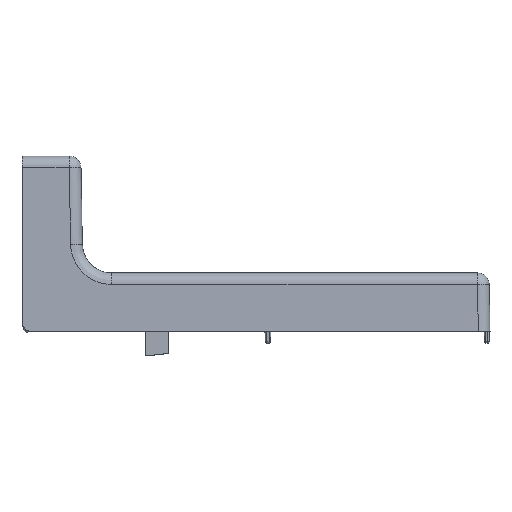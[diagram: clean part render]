
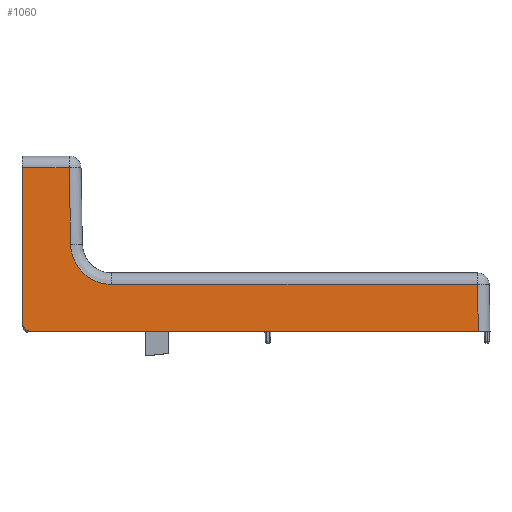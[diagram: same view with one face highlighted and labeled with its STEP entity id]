
A CAD part, top view. The second image highlights one B-rep face of the part: STEP entity #1060.
In plain terms, the highlighted planar face has unit normal (0, 0.018, 1).
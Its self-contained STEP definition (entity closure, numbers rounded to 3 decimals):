
#256 = ORIENTED_EDGE ( 'NONE', *, *, #11107, .T. ) ;
#587 = VECTOR ( 'NONE', #11304, 1000. ) ;
#693 = CARTESIAN_POINT ( 'NONE',  ( 0., 2.621, 18.954 ) ) ;
#1048 = LINE ( 'NONE', #2282, #9515 ) ;
#1060 = ADVANCED_FACE ( 'NONE', ( #15938 ), #10780, .T. ) ;
#1141 = CARTESIAN_POINT ( 'NONE',  ( 156.002, -0.07, 19.001 ) ) ;
#1408 = CARTESIAN_POINT ( 'NONE',  ( 0.154, 1.846, 18.968 ) ) ;
#1579 = ORIENTED_EDGE ( 'NONE', *, *, #8402, .T. ) ;
#1635 = CARTESIAN_POINT ( 'NONE',  ( 1.561, 0.439, 18.992 ) ) ;
#2132 = ORIENTED_EDGE ( 'NONE', *, *, #2840, .T. ) ;
#2154 = VERTEX_POINT ( 'NONE', #17198 ) ;
#2216 = DIRECTION ( 'NONE',  ( 0.707, -0.707, 0.012 ) ) ;
#2282 = CARTESIAN_POINT ( 'NONE',  ( 2., 0., 19. ) ) ;
#2491 = VECTOR ( 'NONE', #5931, 1000. ) ;
#2840 = EDGE_CURVE ( 'NONE', #18592, #5732, #18729, .T. ) ;
#3200 = LINE ( 'NONE', #15522, #4792 ) ;
#3348 = CARTESIAN_POINT ( 'NONE',  ( 2.218, 0., 19. ) ) ;
#3355 = LINE ( 'NONE', #20111, #20916 ) ;
#3660 = VERTEX_POINT ( 'NONE', #9149 ) ;
#4001 = EDGE_CURVE ( 'NONE', #17086, #13227, #14495, .T. ) ;
#4125 = DIRECTION ( 'NONE',  ( -1., 0., 0. ) ) ;
#4792 = VECTOR ( 'NONE', #8585, 1000. ) ;
#4807 = EDGE_CURVE ( 'NONE', #15107, #18592, #6997, .T. ) ;
#4835 = EDGE_CURVE ( 'NONE', #12864, #15107, #20600, .T. ) ;
#5732 = VERTEX_POINT ( 'NONE', #14580 ) ;
#5931 = DIRECTION ( 'NONE',  ( 0., -1., 0.017 ) ) ;
#5973 = CARTESIAN_POINT ( 'NONE',  ( 22.437, 16.07, 18.72 ) ) ;
#6006 = DIRECTION ( 'NONE',  ( -1., 0., 0. ) ) ;
#6067 = EDGE_LOOP ( 'NONE', ( #17618, #1579, #11674, #256, #18401, #6370, #11419, #17639, #18152, #2132 ) ) ;
#6370 = ORIENTED_EDGE ( 'NONE', *, *, #4001, .T. ) ;
#6447 = DIRECTION ( 'NONE',  ( 1., 0., 0. ) ) ;
#6676 = CARTESIAN_POINT ( 'NONE',  ( 0.439, 1.561, 18.973 ) ) ;
#6701 = LINE ( 'NONE', #1141, #587 ) ;
#6997 = LINE ( 'NONE', #19599, #2491 ) ;
#7707 = CARTESIAN_POINT ( 'NONE',  ( 16.527, 29.825, 18.479 ) ) ;
#7842 = EDGE_CURVE ( 'NONE', #13227, #12864, #3200, .T. ) ;
#7971 = LINE ( 'NONE', #16102, #13043 ) ;
#8113 = EDGE_CURVE ( 'NONE', #3660, #17086, #7971, .T. ) ;
#8368 = CARTESIAN_POINT ( 'NONE',  ( 1.561, 0.439, 18.992 ) ) ;
#8402 = EDGE_CURVE ( 'NONE', #11859, #8510, #16006, .T. ) ;
#8510 = VERTEX_POINT ( 'NONE', #12321 ) ;
#8585 = DIRECTION ( 'NONE',  ( -0.017, 1., -0.017 ) ) ;
#9149 = CARTESIAN_POINT ( 'NONE',  ( 155.72, 16.07, 18.72 ) ) ;
#9515 = VECTOR ( 'NONE', #2216, 1000. ) ;
#10780 = PLANE ( 'NONE',  #21165 ) ;
#10866 = DIRECTION ( 'NONE',  ( 0., -1., 0.017 ) ) ;
#10968 = CARTESIAN_POINT ( 'NONE',  ( 16.527, 29.825, 18.479 ) ) ;
#11107 = EDGE_CURVE ( 'NONE', #2154, #3660, #6701, .T. ) ;
#11304 = DIRECTION ( 'NONE',  ( -0.017, 1., -0.017 ) ) ;
#11419 = ORIENTED_EDGE ( 'NONE', *, *, #7842, .T. ) ;
#11498 = CARTESIAN_POINT ( 'NONE',  ( 16.069, 56.07, 18.021 ) ) ;
#11512 = VECTOR ( 'NONE', #6006, 1000. ) ;
#11674 = ORIENTED_EDGE ( 'NONE', *, *, #18047, .T. ) ;
#11859 = VERTEX_POINT ( 'NONE', #8368 ) ;
#12321 = CARTESIAN_POINT ( 'NONE',  ( 2.621, 0., 19. ) ) ;
#12864 = VERTEX_POINT ( 'NONE', #11498 ) ;
#12865 = CARTESIAN_POINT ( 'NONE',  ( 30.525, 16.07, 18.72 ) ) ;
#12924 = CARTESIAN_POINT ( 'NONE',  ( 0., 56.07, 18.021 ) ) ;
#13043 = VECTOR ( 'NONE', #4125, 1000. ) ;
#13227 = VERTEX_POINT ( 'NONE', #10968 ) ;
#13319 = CARTESIAN_POINT ( 'NONE',  ( 0., 2.218, 18.961 ) ) ;
#13548 = CARTESIAN_POINT ( 'NONE',  ( 1.846, 0.154, 18.997 ) ) ;
#13720 = EDGE_CURVE ( 'NONE', #5732, #11859, #1048, .T. ) ;
#14495 =( BOUNDED_CURVE ( )  B_SPLINE_CURVE ( 3, ( #17961, #5973, #16253, #7707 ),
 .UNSPECIFIED., .F., .F. ) 
 B_SPLINE_CURVE_WITH_KNOTS ( ( 4, 4 ),
 ( 3.142, 4.695 ),
 .UNSPECIFIED. ) 
 CURVE ( )  GEOMETRIC_REPRESENTATION_ITEM ( )  RATIONAL_B_SPLINE_CURVE ( ( 1., 0.809, 0.809, 1. ) ) 
 REPRESENTATION_ITEM ( '' )  );
#14580 = CARTESIAN_POINT ( 'NONE',  ( 0.439, 1.561, 18.973 ) ) ;
#15107 = VERTEX_POINT ( 'NONE', #12924 ) ;
#15316 = CARTESIAN_POINT ( 'NONE',  ( 2.621, 0., 19. ) ) ;
#15522 = CARTESIAN_POINT ( 'NONE',  ( 17.091, -2.494, 19.044 ) ) ;
#15938 = FACE_OUTER_BOUND ( 'NONE', #6067, .T. ) ;
#16006 =( BOUNDED_CURVE ( )  B_SPLINE_CURVE ( 3, ( #1635, #13548, #3348, #15316 ),
 .UNSPECIFIED., .F., .F. ) 
 B_SPLINE_CURVE_WITH_KNOTS ( ( 4, 4 ),
 ( 2.356, 3.142 ),
 .UNSPECIFIED. ) 
 CURVE ( )  GEOMETRIC_REPRESENTATION_ITEM ( )  RATIONAL_B_SPLINE_CURVE ( ( 1., 0.949, 0.949, 1. ) ) 
 REPRESENTATION_ITEM ( '' )  );
#16032 = CARTESIAN_POINT ( 'NONE',  ( 160., 0., 19. ) ) ;
#16102 = CARTESIAN_POINT ( 'NONE',  ( 160., 16.07, 18.72 ) ) ;
#16253 = CARTESIAN_POINT ( 'NONE',  ( 16.668, 21.739, 18.621 ) ) ;
#16963 = CARTESIAN_POINT ( 'NONE',  ( 0., 2.621, 18.954 ) ) ;
#17086 = VERTEX_POINT ( 'NONE', #12865 ) ;
#17198 = CARTESIAN_POINT ( 'NONE',  ( 156.001, 0., 19. ) ) ;
#17618 = ORIENTED_EDGE ( 'NONE', *, *, #13720, .T. ) ;
#17639 = ORIENTED_EDGE ( 'NONE', *, *, #4835, .T. ) ;
#17961 = CARTESIAN_POINT ( 'NONE',  ( 30.525, 16.07, 18.72 ) ) ;
#17993 = CARTESIAN_POINT ( 'NONE',  ( 160., 56.07, 18.021 ) ) ;
#18047 = EDGE_CURVE ( 'NONE', #8510, #2154, #3355, .T. ) ;
#18152 = ORIENTED_EDGE ( 'NONE', *, *, #4807, .T. ) ;
#18401 = ORIENTED_EDGE ( 'NONE', *, *, #8113, .T. ) ;
#18592 = VERTEX_POINT ( 'NONE', #693 ) ;
#18729 =( BOUNDED_CURVE ( )  B_SPLINE_CURVE ( 3, ( #16963, #13319, #1408, #6676 ),
 .UNSPECIFIED., .F., .F. ) 
 B_SPLINE_CURVE_WITH_KNOTS ( ( 4, 4 ),
 ( 4.712, 5.498 ),
 .UNSPECIFIED. ) 
 CURVE ( )  GEOMETRIC_REPRESENTATION_ITEM ( )  RATIONAL_B_SPLINE_CURVE ( ( 1., 0.949, 0.949, 1. ) ) 
 REPRESENTATION_ITEM ( '' )  );
#19599 = CARTESIAN_POINT ( 'NONE',  ( 0., 0., 19. ) ) ;
#20111 = CARTESIAN_POINT ( 'NONE',  ( 160., 0., 19. ) ) ;
#20600 = LINE ( 'NONE', #17993, #11512 ) ;
#20916 = VECTOR ( 'NONE', #6447, 1000. ) ;
#21084 = DIRECTION ( 'NONE',  ( 0., 0.017, 1. ) ) ;
#21165 = AXIS2_PLACEMENT_3D ( 'NONE', #16032, #21084, #10866 ) ;
